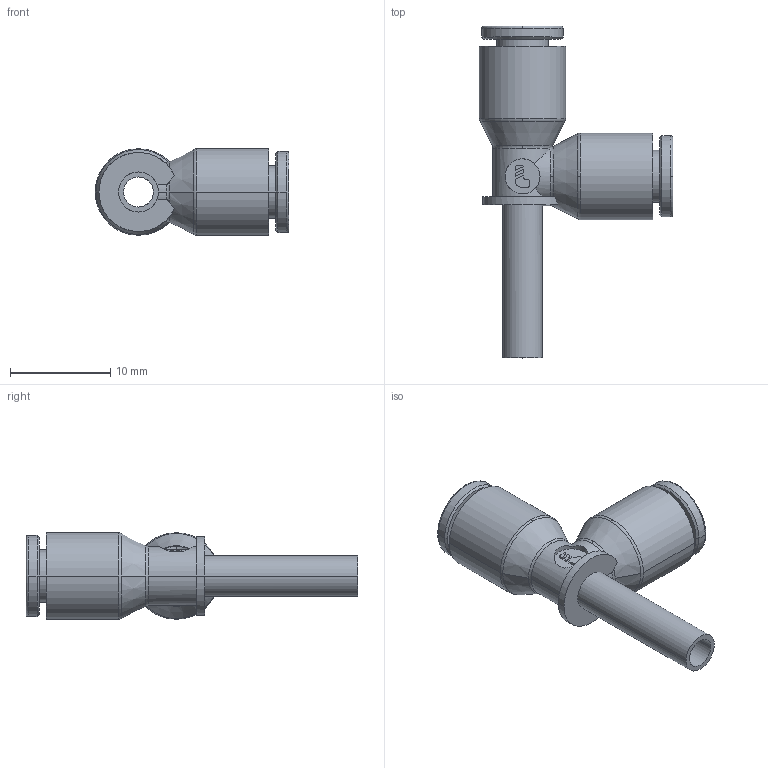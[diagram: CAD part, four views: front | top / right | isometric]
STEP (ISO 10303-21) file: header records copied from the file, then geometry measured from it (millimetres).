
FILE_DESCRIPTION(('STEP AP214'),'1');
FILE_NAME('6383_04_00WP2.stp','2016-07-07T14:17:44',('TraceParts'),('TraceParts S.A.'),'Spatial InterOp 3D',' ',' ');
FILE_SCHEMA(('automotive_design'));
Length unit declared in the file: millimetre
Products named in the file (1): 1
Bounding box: 19.34 x 33.17 x 8.65 mm (x, y, z)
Volume: 1136.5 mm3; surface area: 1701.2 mm2
Topology: 1 solids, 1 shells, 85 faces, 231 edges, 152 vertices
Faces by surface type: cylinder 36, plane 26, torus 14, cone 8, sphere 1
Entity records: 3021 total; most frequent: CARTESIAN_POINT 784, DIRECTION 502, ORIENTED_EDGE 458, EDGE_CURVE 229, AXIS2_PLACEMENT_3D 210, VERTEX_POINT 152, CIRCLE 118, EDGE_LOOP 95
